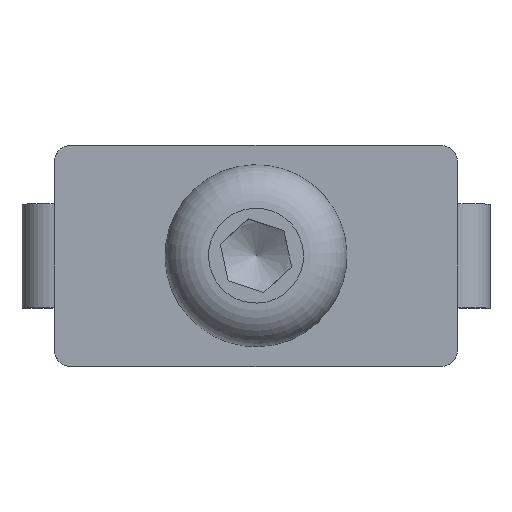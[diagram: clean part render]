
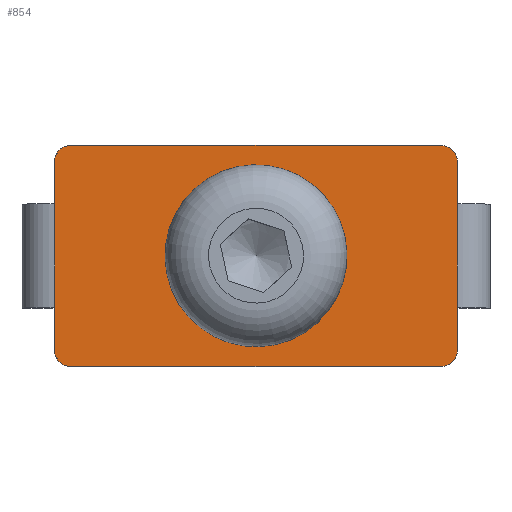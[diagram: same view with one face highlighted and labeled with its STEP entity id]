
A CAD part, top view. The second image highlights one B-rep face of the part: STEP entity #854.
In plain terms, the highlighted planar face has unit normal (0, 0, 1).
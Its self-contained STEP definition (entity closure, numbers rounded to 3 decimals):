
#37=FACE_BOUND($,#173,.T.);
#56=CIRCLE($,#889,1.25);
#64=CIRCLE($,#903,1.25);
#66=CIRCLE($,#909,1.25);
#70=CIRCLE($,#921,1.25);
#71=CIRCLE($,#926,4.25);
#122=FACE_OUTER_BOUND($,#172,.T.);
#172=EDGE_LOOP($,(#720,#721,#722,#723,#724,#725,#726,#727));
#173=EDGE_LOOP($,(#728));
#253=LINE($,#1369,#332);
#254=LINE($,#1372,#333);
#260=LINE($,#1392,#339);
#263=LINE($,#1402,#342);
#332=VECTOR($,#1096,28.5);
#333=VECTOR($,#1099,14.658);
#339=VECTOR($,#1119,28.5);
#342=VECTOR($,#1134,14.504);
#378=VERTEX_POINT($,#1258);
#379=VERTEX_POINT($,#1260);
#399=VERTEX_POINT($,#1316);
#400=VERTEX_POINT($,#1321);
#405=VERTEX_POINT($,#1339);
#406=VERTEX_POINT($,#1341);
#413=VERTEX_POINT($,#1371);
#416=VERTEX_POINT($,#1385);
#417=VERTEX_POINT($,#1394);
#463=EDGE_CURVE($,#379,#378,#56,.T.);
#491=EDGE_CURVE($,#400,#399,#64,.T.);
#501=EDGE_CURVE($,#406,#405,#66,.T.);
#514=EDGE_CURVE($,#405,#400,#253,.T.);
#515=EDGE_CURVE($,#413,#406,#254,.T.);
#521=EDGE_CURVE($,#416,#413,#70,.T.);
#524=EDGE_CURVE($,#378,#416,#260,.T.);
#525=EDGE_CURVE($,#417,#417,#71,.T.);
#528=EDGE_CURVE($,#379,#399,#263,.T.);
#720=ORIENTED_EDGE($,*,*,#491,.T.);
#721=ORIENTED_EDGE($,*,*,#528,.F.);
#722=ORIENTED_EDGE($,*,*,#463,.T.);
#723=ORIENTED_EDGE($,*,*,#524,.T.);
#724=ORIENTED_EDGE($,*,*,#521,.T.);
#725=ORIENTED_EDGE($,*,*,#515,.T.);
#726=ORIENTED_EDGE($,*,*,#501,.T.);
#727=ORIENTED_EDGE($,*,*,#514,.T.);
#728=ORIENTED_EDGE($,*,*,#525,.T.);
#812=PLANE($,#930);
#854=ADVANCED_FACE($,(#122,#37),#812,.T.);
#889=AXIS2_PLACEMENT_3D($,#1261,#1005,#1006);
#903=AXIS2_PLACEMENT_3D($,#1322,#1051,#1052);
#909=AXIS2_PLACEMENT_3D($,#1342,#1071,#1072);
#921=AXIS2_PLACEMENT_3D($,#1386,#1109,#1110);
#926=AXIS2_PLACEMENT_3D($,#1395,#1122,#1123);
#930=AXIS2_PLACEMENT_3D($,#1401,#1132,#1133);
#1005=DIRECTION('center_axis',(0.,0.,1.));
#1006=DIRECTION('ref_axis',(0.,1.,0.));
#1051=DIRECTION('center_axis',(0.,0.,1.));
#1052=DIRECTION('ref_axis',(0.,-1.,0.));
#1071=DIRECTION('center_axis',(0.,0.,1.));
#1072=DIRECTION('ref_axis',(-1.,0.,0.));
#1096=DIRECTION($,(1.,0.,0.));
#1099=DIRECTION($,(0.,-1.,0.));
#1109=DIRECTION('center_axis',(0.,0.,1.));
#1110=DIRECTION('ref_axis',(-1.,0.,0.));
#1119=DIRECTION($,(-1.,0.,0.));
#1122=DIRECTION('center_axis',(0.,0.,-1.));
#1123=DIRECTION('ref_axis',(1.,0.,0.));
#1132=DIRECTION('center_axis',(0.,0.,1.));
#1133=DIRECTION('ref_axis',(0.,-1.,0.));
#1134=DIRECTION($,(0.,-1.,0.));
#1258=CARTESIAN_POINT('',(14.25,8.5,0.));
#1260=CARTESIAN_POINT('',(15.5,7.252,0.));
#1261=CARTESIAN_POINT('Origin',(14.25,7.25,0.));
#1316=CARTESIAN_POINT('',(15.5,-7.252,0.));
#1321=CARTESIAN_POINT('',(14.25,-8.5,0.));
#1322=CARTESIAN_POINT('Origin',(14.25,-7.25,0.));
#1339=CARTESIAN_POINT('',(-14.25,-8.5,0.));
#1341=CARTESIAN_POINT('',(-15.497,-7.329,0.));
#1342=CARTESIAN_POINT('Origin',(-14.25,-7.25,0.));
#1369=CARTESIAN_POINT($,(15.5,-8.5,0.));
#1371=CARTESIAN_POINT('',(-15.497,7.329,0.));
#1372=CARTESIAN_POINT($,(-15.497,8.5,0.));
#1385=CARTESIAN_POINT('',(-14.25,8.5,0.));
#1386=CARTESIAN_POINT('Origin',(-14.25,7.25,0.));
#1392=CARTESIAN_POINT($,(15.5,8.5,0.));
#1394=CARTESIAN_POINT('',(4.25,0.,0.));
#1395=CARTESIAN_POINT('Origin',(0.,0.,0.));
#1401=CARTESIAN_POINT('Origin',(-15.497,8.5,0.));
#1402=CARTESIAN_POINT($,(15.5,8.5,0.));
